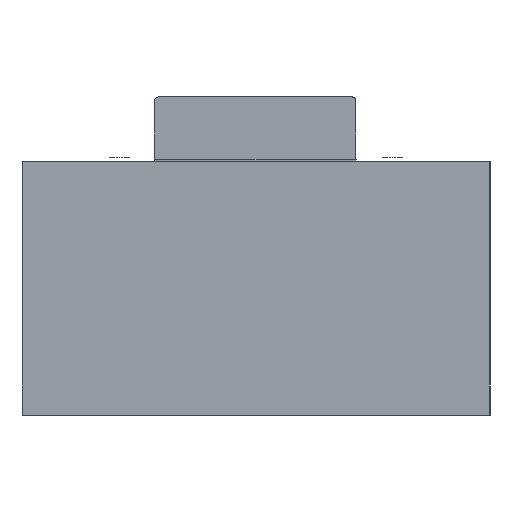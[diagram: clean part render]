
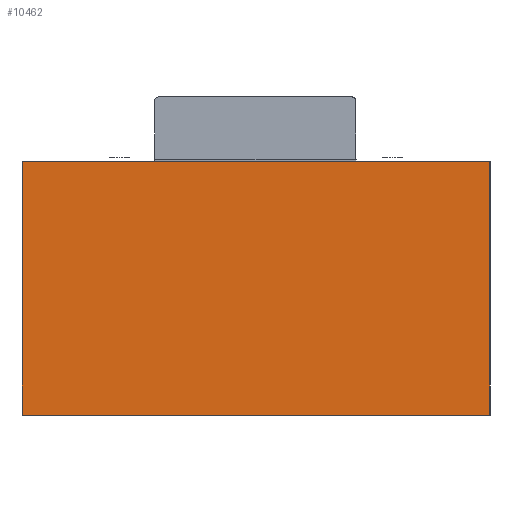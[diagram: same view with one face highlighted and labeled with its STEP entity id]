
A CAD part, left-side view. The second image highlights one B-rep face of the part: STEP entity #10462.
In plain terms, the highlighted planar face has unit normal (-1, 0, 0).
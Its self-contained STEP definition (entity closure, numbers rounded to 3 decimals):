
#10462 = ADVANCED_FACE('',(#10463),#10477,.F.);
#10463 = FACE_BOUND('',#10464,.F.);
#10464 = EDGE_LOOP('',(#10465,#10500,#10528,#10556));
#10465 = ORIENTED_EDGE('',*,*,#10466,.F.);
#10466 = EDGE_CURVE('',#10467,#10469,#10471,.T.);
#10467 = VERTEX_POINT('',#10468);
#10468 = CARTESIAN_POINT('',(-3.2,-1.456,-1.59));
#10469 = VERTEX_POINT('',#10470);
#10470 = CARTESIAN_POINT('',(-3.2,-1.456,-0.01));
#10471 = SURFACE_CURVE('',#10472,(#10476,#10488),.PCURVE_S1.);
#10472 = LINE('',#10473,#10474);
#10473 = CARTESIAN_POINT('',(-3.2,-1.456,-1.59));
#10474 = VECTOR('',#10475,1.);
#10475 = DIRECTION('',(0.,0.,1.));
#10476 = PCURVE('',#10477,#10482);
#10477 = PLANE('',#10478);
#10478 = AXIS2_PLACEMENT_3D('',#10479,#10480,#10481);
#10479 = CARTESIAN_POINT('',(-3.2,-1.456,-1.59));
#10480 = DIRECTION('',(1.,0.,0.));
#10481 = DIRECTION('',(0.,0.,1.));
#10482 = DEFINITIONAL_REPRESENTATION('',(#10483),#10487);
#10483 = LINE('',#10484,#10485);
#10484 = CARTESIAN_POINT('',(0.,0.));
#10485 = VECTOR('',#10486,1.);
#10486 = DIRECTION('',(1.,0.));
#10487 = ( GEOMETRIC_REPRESENTATION_CONTEXT(2) 
PARAMETRIC_REPRESENTATION_CONTEXT() REPRESENTATION_CONTEXT('2D SPACE',''
  ) );
#10488 = PCURVE('',#10489,#10494);
#10489 = PLANE('',#10490);
#10490 = AXIS2_PLACEMENT_3D('',#10491,#10492,#10493);
#10491 = CARTESIAN_POINT('',(-3.2,-1.456,-1.59));
#10492 = DIRECTION('',(0.,1.,0.));
#10493 = DIRECTION('',(0.,0.,1.));
#10494 = DEFINITIONAL_REPRESENTATION('',(#10495),#10499);
#10495 = LINE('',#10496,#10497);
#10496 = CARTESIAN_POINT('',(0.,0.));
#10497 = VECTOR('',#10498,1.);
#10498 = DIRECTION('',(1.,0.));
#10499 = ( GEOMETRIC_REPRESENTATION_CONTEXT(2) 
PARAMETRIC_REPRESENTATION_CONTEXT() REPRESENTATION_CONTEXT('2D SPACE',''
  ) );
#10500 = ORIENTED_EDGE('',*,*,#10501,.T.);
#10501 = EDGE_CURVE('',#10467,#10502,#10504,.T.);
#10502 = VERTEX_POINT('',#10503);
#10503 = CARTESIAN_POINT('',(-3.2,1.456,-1.59));
#10504 = SURFACE_CURVE('',#10505,(#10509,#10516),.PCURVE_S1.);
#10505 = LINE('',#10506,#10507);
#10506 = CARTESIAN_POINT('',(-3.2,-1.456,-1.59));
#10507 = VECTOR('',#10508,1.);
#10508 = DIRECTION('',(0.,1.,0.));
#10509 = PCURVE('',#10477,#10510);
#10510 = DEFINITIONAL_REPRESENTATION('',(#10511),#10515);
#10511 = LINE('',#10512,#10513);
#10512 = CARTESIAN_POINT('',(0.,0.));
#10513 = VECTOR('',#10514,1.);
#10514 = DIRECTION('',(0.,-1.));
#10515 = ( GEOMETRIC_REPRESENTATION_CONTEXT(2) 
PARAMETRIC_REPRESENTATION_CONTEXT() REPRESENTATION_CONTEXT('2D SPACE',''
  ) );
#10516 = PCURVE('',#10517,#10522);
#10517 = PLANE('',#10518);
#10518 = AXIS2_PLACEMENT_3D('',#10519,#10520,#10521);
#10519 = CARTESIAN_POINT('',(-3.2,-1.456,-1.59));
#10520 = DIRECTION('',(0.,0.,1.));
#10521 = DIRECTION('',(1.,0.,0.));
#10522 = DEFINITIONAL_REPRESENTATION('',(#10523),#10527);
#10523 = LINE('',#10524,#10525);
#10524 = CARTESIAN_POINT('',(0.,0.));
#10525 = VECTOR('',#10526,1.);
#10526 = DIRECTION('',(0.,1.));
#10527 = ( GEOMETRIC_REPRESENTATION_CONTEXT(2) 
PARAMETRIC_REPRESENTATION_CONTEXT() REPRESENTATION_CONTEXT('2D SPACE',''
  ) );
#10528 = ORIENTED_EDGE('',*,*,#10529,.T.);
#10529 = EDGE_CURVE('',#10502,#10530,#10532,.T.);
#10530 = VERTEX_POINT('',#10531);
#10531 = CARTESIAN_POINT('',(-3.2,1.456,-0.01));
#10532 = SURFACE_CURVE('',#10533,(#10537,#10544),.PCURVE_S1.);
#10533 = LINE('',#10534,#10535);
#10534 = CARTESIAN_POINT('',(-3.2,1.456,-1.59));
#10535 = VECTOR('',#10536,1.);
#10536 = DIRECTION('',(0.,0.,1.));
#10537 = PCURVE('',#10477,#10538);
#10538 = DEFINITIONAL_REPRESENTATION('',(#10539),#10543);
#10539 = LINE('',#10540,#10541);
#10540 = CARTESIAN_POINT('',(0.,-2.912));
#10541 = VECTOR('',#10542,1.);
#10542 = DIRECTION('',(1.,0.));
#10543 = ( GEOMETRIC_REPRESENTATION_CONTEXT(2) 
PARAMETRIC_REPRESENTATION_CONTEXT() REPRESENTATION_CONTEXT('2D SPACE',''
  ) );
#10544 = PCURVE('',#10545,#10550);
#10545 = PLANE('',#10546);
#10546 = AXIS2_PLACEMENT_3D('',#10547,#10548,#10549);
#10547 = CARTESIAN_POINT('',(-3.2,1.456,-1.59));
#10548 = DIRECTION('',(0.,1.,0.));
#10549 = DIRECTION('',(0.,0.,1.));
#10550 = DEFINITIONAL_REPRESENTATION('',(#10551),#10555);
#10551 = LINE('',#10552,#10553);
#10552 = CARTESIAN_POINT('',(0.,0.));
#10553 = VECTOR('',#10554,1.);
#10554 = DIRECTION('',(1.,0.));
#10555 = ( GEOMETRIC_REPRESENTATION_CONTEXT(2) 
PARAMETRIC_REPRESENTATION_CONTEXT() REPRESENTATION_CONTEXT('2D SPACE',''
  ) );
#10556 = ORIENTED_EDGE('',*,*,#10557,.F.);
#10557 = EDGE_CURVE('',#10469,#10530,#10558,.T.);
#10558 = SURFACE_CURVE('',#10559,(#10563,#10570),.PCURVE_S1.);
#10559 = LINE('',#10560,#10561);
#10560 = CARTESIAN_POINT('',(-3.2,-1.456,-0.01));
#10561 = VECTOR('',#10562,1.);
#10562 = DIRECTION('',(0.,1.,0.));
#10563 = PCURVE('',#10477,#10564);
#10564 = DEFINITIONAL_REPRESENTATION('',(#10565),#10569);
#10565 = LINE('',#10566,#10567);
#10566 = CARTESIAN_POINT('',(1.58,0.));
#10567 = VECTOR('',#10568,1.);
#10568 = DIRECTION('',(0.,-1.));
#10569 = ( GEOMETRIC_REPRESENTATION_CONTEXT(2) 
PARAMETRIC_REPRESENTATION_CONTEXT() REPRESENTATION_CONTEXT('2D SPACE',''
  ) );
#10570 = PCURVE('',#10571,#10576);
#10571 = PLANE('',#10572);
#10572 = AXIS2_PLACEMENT_3D('',#10573,#10574,#10575);
#10573 = CARTESIAN_POINT('',(-3.2,-1.456,-0.01));
#10574 = DIRECTION('',(0.,0.,1.));
#10575 = DIRECTION('',(1.,0.,0.));
#10576 = DEFINITIONAL_REPRESENTATION('',(#10577),#10581);
#10577 = LINE('',#10578,#10579);
#10578 = CARTESIAN_POINT('',(0.,0.));
#10579 = VECTOR('',#10580,1.);
#10580 = DIRECTION('',(0.,1.));
#10581 = ( GEOMETRIC_REPRESENTATION_CONTEXT(2) 
PARAMETRIC_REPRESENTATION_CONTEXT() REPRESENTATION_CONTEXT('2D SPACE',''
  ) );
